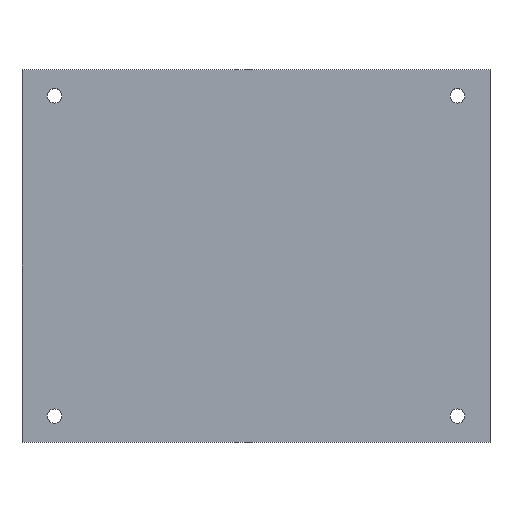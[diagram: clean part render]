
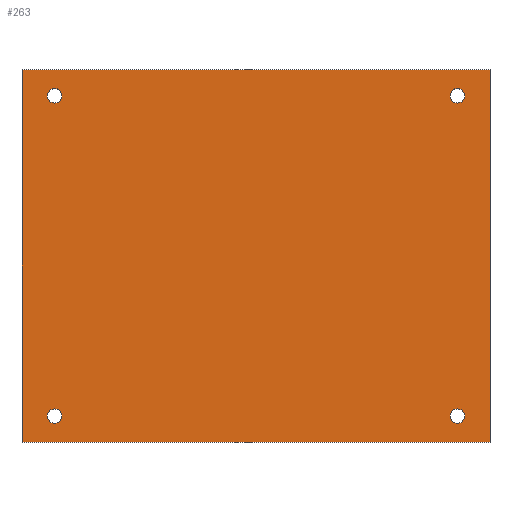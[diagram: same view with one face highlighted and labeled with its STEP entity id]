
A CAD part, top view. The second image highlights one B-rep face of the part: STEP entity #263.
In plain terms, the highlighted planar face has unit normal (0, 0, 1).
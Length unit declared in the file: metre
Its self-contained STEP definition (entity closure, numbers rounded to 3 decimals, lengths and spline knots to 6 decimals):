
#16=CIRCLE('',#292,0.00175);
#17=CIRCLE('',#293,0.00175);
#18=CIRCLE('',#294,0.00175);
#19=CIRCLE('',#295,0.00175);
#40=ORIENTED_EDGE('',*,*,#100,.F.);
#41=ORIENTED_EDGE('',*,*,#101,.F.);
#42=ORIENTED_EDGE('',*,*,#102,.F.);
#43=ORIENTED_EDGE('',*,*,#103,.F.);
#44=ORIENTED_EDGE('',*,*,#90,.F.);
#45=ORIENTED_EDGE('',*,*,#94,.F.);
#46=ORIENTED_EDGE('',*,*,#97,.T.);
#47=ORIENTED_EDGE('',*,*,#99,.T.);
#90=EDGE_CURVE('',#122,#123,#146,.T.);
#94=EDGE_CURVE('',#125,#122,#150,.T.);
#97=EDGE_CURVE('',#125,#127,#153,.T.);
#99=EDGE_CURVE('',#127,#123,#155,.T.);
#100=EDGE_CURVE('',#128,#128,#16,.T.);
#101=EDGE_CURVE('',#129,#129,#17,.T.);
#102=EDGE_CURVE('',#130,#130,#18,.T.);
#103=EDGE_CURVE('',#131,#131,#19,.T.);
#122=VERTEX_POINT('',#388);
#123=VERTEX_POINT('',#390);
#125=VERTEX_POINT('',#396);
#127=VERTEX_POINT('',#402);
#128=VERTEX_POINT('',#409);
#129=VERTEX_POINT('',#411);
#130=VERTEX_POINT('',#413);
#131=VERTEX_POINT('',#415);
#146=LINE('',#389,#170);
#150=LINE('',#397,#174);
#153=LINE('',#403,#177);
#155=LINE('',#406,#179);
#170=VECTOR('',#316,1.);
#174=VECTOR('',#322,1.);
#177=VECTOR('',#327,1.);
#179=VECTOR('',#331,1.);
#196=EDGE_LOOP('',(#40));
#197=EDGE_LOOP('',(#41));
#198=EDGE_LOOP('',(#42));
#199=EDGE_LOOP('',(#43));
#200=EDGE_LOOP('',(#44,#45,#46,#47));
#224=FACE_BOUND('',#196,.T.);
#225=FACE_BOUND('',#197,.T.);
#226=FACE_BOUND('',#198,.T.);
#227=FACE_BOUND('',#199,.T.);
#228=FACE_BOUND('',#200,.T.);
#252=PLANE('',#291);
#263=ADVANCED_FACE('',(#224,#225,#226,#227,#228),#252,.T.);
#291=AXIS2_PLACEMENT_3D('',#407,#332,#333);
#292=AXIS2_PLACEMENT_3D('',#408,#334,#335);
#293=AXIS2_PLACEMENT_3D('',#410,#336,#337);
#294=AXIS2_PLACEMENT_3D('',#412,#338,#339);
#295=AXIS2_PLACEMENT_3D('',#414,#340,#341);
#316=DIRECTION('',(0.,-1.,0.));
#322=DIRECTION('',(1.,0.,0.));
#327=DIRECTION('',(0.,-1.,0.));
#331=DIRECTION('',(1.,0.,0.));
#332=DIRECTION('',(0.,0.,1.));
#333=DIRECTION('',(1.,0.,0.));
#334=DIRECTION('',(0.,0.,1.));
#335=DIRECTION('',(1.,0.,0.));
#336=DIRECTION('',(0.,0.,1.));
#337=DIRECTION('',(1.,0.,0.));
#338=DIRECTION('',(0.,0.,1.));
#339=DIRECTION('',(1.,0.,0.));
#340=DIRECTION('',(0.,0.,1.));
#341=DIRECTION('',(1.,0.,0.));
#388=CARTESIAN_POINT('',(0.00879,0.045,0.042));
#389=CARTESIAN_POINT('',(0.00879,0.,0.042));
#390=CARTESIAN_POINT('',(0.00879,-0.045,0.042));
#396=CARTESIAN_POINT('',(-0.10421,0.045,0.042));
#397=CARTESIAN_POINT('',(-0.04771,0.045,0.042));
#402=CARTESIAN_POINT('',(-0.10421,-0.045,0.042));
#403=CARTESIAN_POINT('',(-0.10421,0.,0.042));
#406=CARTESIAN_POINT('',(-0.04771,-0.045,0.042));
#407=CARTESIAN_POINT('',(-0.04771,0.,0.042));
#408=CARTESIAN_POINT('',(-0.09635,-0.03868,0.042));
#409=CARTESIAN_POINT('',(-0.0946,-0.03868,0.042));
#410=CARTESIAN_POINT('',(0.00093,-0.03868,0.042));
#411=CARTESIAN_POINT('',(0.00268,-0.03868,0.042));
#412=CARTESIAN_POINT('',(0.00093,0.03868,0.042));
#413=CARTESIAN_POINT('',(0.00268,0.03868,0.042));
#414=CARTESIAN_POINT('',(-0.09635,0.03868,0.042));
#415=CARTESIAN_POINT('',(-0.0946,0.03868,0.042));
